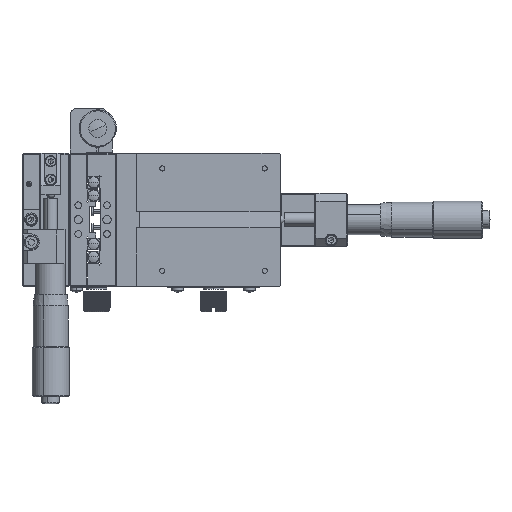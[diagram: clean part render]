
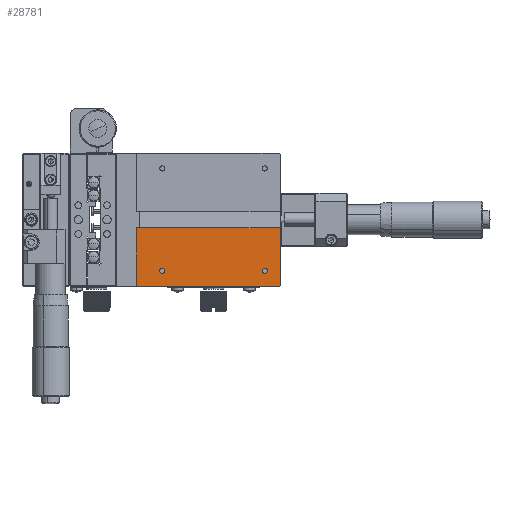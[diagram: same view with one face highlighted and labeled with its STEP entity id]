
A CAD part, front view. The second image highlights one B-rep face of the part: STEP entity #28781.
In plain terms, the highlighted planar face has unit normal (0, -1, 0).
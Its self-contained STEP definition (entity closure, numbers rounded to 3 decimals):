
#106 = CARTESIAN_POINT ( 'NONE',  ( 48.313, 4.359, -26.25 ) ) ;
#306 = VERTEX_POINT ( 'NONE', #45543 ) ;
#602 = ORIENTED_EDGE ( 'NONE', *, *, #20925, .T. ) ;
#617 = EDGE_LOOP ( 'NONE', ( #32607, #3696 ) ) ;
#1994 = AXIS2_PLACEMENT_3D ( 'NONE', #24874, #51370, #56464 ) ;
#2276 = VECTOR ( 'NONE', #57345, 1000. ) ;
#2840 = EDGE_LOOP ( 'NONE', ( #19630, #44343 ) ) ;
#2863 = CARTESIAN_POINT ( 'NONE',  ( 35.813, 4.359, -4. ) ) ;
#3696 = ORIENTED_EDGE ( 'NONE', *, *, #52837, .F. ) ;
#4747 = DIRECTION ( 'NONE',  ( 0., 0., 1. ) ) ;
#5625 = DIRECTION ( 'NONE',  ( 0., 0., -1. ) ) ;
#6262 = LINE ( 'NONE', #25312, #22836 ) ;
#6474 = CARTESIAN_POINT ( 'NONE',  ( 35.813, 4.359, -32.5 ) ) ;
#8348 = ORIENTED_EDGE ( 'NONE', *, *, #65096, .T. ) ;
#10427 = CARTESIAN_POINT ( 'NONE',  ( 48.313, 4.359, -25. ) ) ;
#11225 = CARTESIAN_POINT ( 'NONE',  ( 48.313, 4.359, -23.75 ) ) ;
#11338 = FACE_OUTER_BOUND ( 'NONE', #50637, .T. ) ;
#13361 = DIRECTION ( 'NONE',  ( 0., -1., 0. ) ) ;
#13522 = EDGE_CURVE ( 'NONE', #37623, #45999, #54333, .T. ) ;
#13975 = VERTEX_POINT ( 'NONE', #27200 ) ;
#18134 = LINE ( 'NONE', #46745, #40399 ) ;
#18275 = ORIENTED_EDGE ( 'NONE', *, *, #22771, .T. ) ;
#19630 = ORIENTED_EDGE ( 'NONE', *, *, #13522, .F. ) ;
#20093 = AXIS2_PLACEMENT_3D ( 'NONE', #25177, #46606, #51681 ) ;
#20706 = VERTEX_POINT ( 'NONE', #52369 ) ;
#20925 = EDGE_CURVE ( 'NONE', #27381, #13975, #68095, .T. ) ;
#22771 = EDGE_CURVE ( 'NONE', #306, #43618, #18134, .T. ) ;
#22836 = VECTOR ( 'NONE', #45599, 1000. ) ;
#23600 = ORIENTED_EDGE ( 'NONE', *, *, #37522, .F. ) ;
#24864 = CARTESIAN_POINT ( 'NONE',  ( 48.313, 4.359, -25. ) ) ;
#24874 = CARTESIAN_POINT ( 'NONE',  ( 98.313, 4.359, -25. ) ) ;
#25177 = CARTESIAN_POINT ( 'NONE',  ( 98.313, 4.359, -25. ) ) ;
#25312 = CARTESIAN_POINT ( 'NONE',  ( 105.813, 4.359, -32. ) ) ;
#26022 = VECTOR ( 'NONE', #32769, 1000. ) ;
#27200 = CARTESIAN_POINT ( 'NONE',  ( 105.313, 4.359, -32.5 ) ) ;
#27257 = DIRECTION ( 'NONE',  ( 0., 0., 1. ) ) ;
#27381 = VERTEX_POINT ( 'NONE', #54069 ) ;
#28781 = ADVANCED_FACE ( 'NONE', ( #50958, #53482, #11338 ), #37384, .F. ) ;
#30641 = VECTOR ( 'NONE', #50155, 1000. ) ;
#32607 = ORIENTED_EDGE ( 'NONE', *, *, #52383, .F. ) ;
#32769 = DIRECTION ( 'NONE',  ( 1., 0., 0. ) ) ;
#36109 = CARTESIAN_POINT ( 'NONE',  ( 35.813, 4.359, -32.5 ) ) ;
#36857 = CIRCLE ( 'NONE', #63196, 1.25 ) ;
#37384 = PLANE ( 'NONE',  #44230 ) ;
#37522 = EDGE_CURVE ( 'NONE', #27381, #62314, #52637, .T. ) ;
#37575 = CARTESIAN_POINT ( 'NONE',  ( 35.813, 4.359, -32.5 ) ) ;
#37623 = VERTEX_POINT ( 'NONE', #106 ) ;
#38825 = CIRCLE ( 'NONE', #1994, 1.25 ) ;
#39219 = DIRECTION ( 'NONE',  ( 0., 0., -1. ) ) ;
#40399 = VECTOR ( 'NONE', #4747, 1000. ) ;
#42970 = CARTESIAN_POINT ( 'NONE',  ( 105.813, 4.359, -4. ) ) ;
#43383 = DIRECTION ( 'NONE',  ( 0., 1., 0. ) ) ;
#43618 = VERTEX_POINT ( 'NONE', #42970 ) ;
#44230 = AXIS2_PLACEMENT_3D ( 'NONE', #6474, #43383, #27257 ) ;
#44343 = ORIENTED_EDGE ( 'NONE', *, *, #49112, .F. ) ;
#44477 = ORIENTED_EDGE ( 'NONE', *, *, #45122, .F. ) ;
#45122 = EDGE_CURVE ( 'NONE', #62314, #43618, #53732, .T. ) ;
#45543 = CARTESIAN_POINT ( 'NONE',  ( 105.813, 4.359, -32. ) ) ;
#45599 = DIRECTION ( 'NONE',  ( 0.707, 0., 0.707 ) ) ;
#45999 = VERTEX_POINT ( 'NONE', #11225 ) ;
#46606 = DIRECTION ( 'NONE',  ( 0., -1., 0. ) ) ;
#46745 = CARTESIAN_POINT ( 'NONE',  ( 105.813, 4.359, -32.5 ) ) ;
#49112 = EDGE_CURVE ( 'NONE', #45999, #37623, #36857, .T. ) ;
#50155 = DIRECTION ( 'NONE',  ( 1., 0., 0. ) ) ;
#50637 = EDGE_LOOP ( 'NONE', ( #602, #8348, #18275, #44477, #23600 ) ) ;
#50958 = FACE_BOUND ( 'NONE', #2840, .T. ) ;
#51370 = DIRECTION ( 'NONE',  ( 0., -1., 0. ) ) ;
#51681 = DIRECTION ( 'NONE',  ( 0., 0., -1. ) ) ;
#52369 = CARTESIAN_POINT ( 'NONE',  ( 98.313, 4.359, -23.75 ) ) ;
#52383 = EDGE_CURVE ( 'NONE', #57936, #20706, #62050, .T. ) ;
#52637 = LINE ( 'NONE', #36109, #2276 ) ;
#52837 = EDGE_CURVE ( 'NONE', #20706, #57936, #38825, .T. ) ;
#53079 = AXIS2_PLACEMENT_3D ( 'NONE', #24864, #13361, #39219 ) ;
#53482 = FACE_BOUND ( 'NONE', #617, .T. ) ;
#53732 = LINE ( 'NONE', #2863, #30641 ) ;
#54069 = CARTESIAN_POINT ( 'NONE',  ( 35.813, 4.359, -32.5 ) ) ;
#54333 = CIRCLE ( 'NONE', #53079, 1.25 ) ;
#55509 = CARTESIAN_POINT ( 'NONE',  ( 98.313, 4.359, -26.25 ) ) ;
#56304 = CARTESIAN_POINT ( 'NONE',  ( 35.813, 4.359, -4. ) ) ;
#56464 = DIRECTION ( 'NONE',  ( 0., 0., -1. ) ) ;
#57345 = DIRECTION ( 'NONE',  ( 0., 0., 1. ) ) ;
#57936 = VERTEX_POINT ( 'NONE', #55509 ) ;
#62050 = CIRCLE ( 'NONE', #20093, 1.25 ) ;
#62314 = VERTEX_POINT ( 'NONE', #56304 ) ;
#63196 = AXIS2_PLACEMENT_3D ( 'NONE', #10427, #68348, #5625 ) ;
#65096 = EDGE_CURVE ( 'NONE', #13975, #306, #6262, .T. ) ;
#68095 = LINE ( 'NONE', #37575, #26022 ) ;
#68348 = DIRECTION ( 'NONE',  ( 0., -1., 0. ) ) ;
